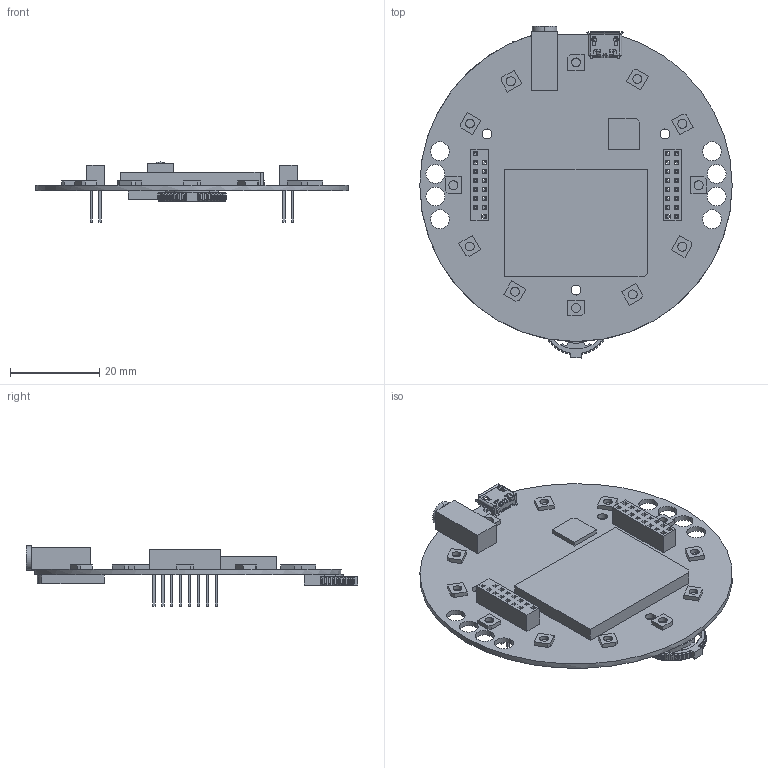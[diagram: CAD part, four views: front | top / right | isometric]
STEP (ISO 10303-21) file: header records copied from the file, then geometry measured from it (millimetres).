
FILE_DESCRIPTION((''),'2;1');
FILE_NAME('RESPEAKER_CORE-ARRAY_ASM_11_ASM','2016-09-09T',('yangxijun'),(''),'PRO/ENGINEER BY PARAMETRIC TECHNOLOGY CORPORATION, 2010280','PRO/ENGINEER BY PARAMETRIC TECHNOLOGY CORPORATION, 2010280','');
FILE_SCHEMA(('AUTOMOTIVE_DESIGN_CC2 { 1 2 10303 214 -1 1 5 2 }'));
Length unit declared in the file: millimetre
Products named in the file (34): MANIFOLD_SOLID_BREP_38808; MANIFOLD_SOLID_BREP_38958; MANIFOLD_SOLID_BREP_39108; MANIFOLD_SOLID_BREP_39258; MANIFOLD_SOLID_BREP_39408; MANIFOLD_SOLID_BREP_39558; MANIFOLD_SOLID_BREP_39708; MANIFOLD_SOLID_BREP_39858; MANIFOLD_SOLID_BREP_40008; MANIFOLD_SOLID_BREP_40158; MANIFOLD_SOLID_BREP_40308; MANIFOLD_SOLID_BREP_40458; MANIFOLD_SOLID_BREP_40608; MANIFOLD_SOLID_BREP_40758; MANIFOLD_SOLID_BREP_40908; MANIFOLD_SOLID_BREP_41058; MANIFOLD_SOLID_BREP_41208; MANIFOLD_SOLID_BREP_41358; MANIFOLD_SOLID_BREP_41508; MANIFOLD_SOLID_BREP_41658; MANIFOLD_SOLID_BREP_41808; MANIFOLD_SOLID_BREP_41958; MANIFOLD_SOLID_BREP_42108; MANIFOLD_SOLID_BREP_42258; MANIFOLD_SOLID_BREP_42408; MANIFOLD_SOLID_BREP_42558; MANIFOLD_SOLID_BREP_42708; MANIFOLD_SOLID_BREP_42858; MANIFOLD_SOLID_BREP_43008; MANIFOLD_SOLID_BREP_43158; MANIFOLD_SOLID_BREP_43308; RESPEAKER_CORE_V1_0-0826_3_ASM; MICRO-USB_1____1; RESPEAKER_CORE-ARRAY_ASM_11_ASM
Assembly tree (33 placements, depth 3):
  RESPEAKER_CORE-ARRAY_ASM_11_ASM
    RESPEAKER_CORE_V1_0-0826_3_ASM
      MANIFOLD_SOLID_BREP_38808
      MANIFOLD_SOLID_BREP_38958
      MANIFOLD_SOLID_BREP_39108
      MANIFOLD_SOLID_BREP_39258
      MANIFOLD_SOLID_BREP_39408
      MANIFOLD_SOLID_BREP_39558
      MANIFOLD_SOLID_BREP_39708
      MANIFOLD_SOLID_BREP_39858
      MANIFOLD_SOLID_BREP_40008
      MANIFOLD_SOLID_BREP_40158
      MANIFOLD_SOLID_BREP_40308
      MANIFOLD_SOLID_BREP_40458
      MANIFOLD_SOLID_BREP_40608
      MANIFOLD_SOLID_BREP_40758
      MANIFOLD_SOLID_BREP_40908
      MANIFOLD_SOLID_BREP_41058
      MANIFOLD_SOLID_BREP_41208
      MANIFOLD_SOLID_BREP_41358
      MANIFOLD_SOLID_BREP_41508
      MANIFOLD_SOLID_BREP_41658
      MANIFOLD_SOLID_BREP_41808
      MANIFOLD_SOLID_BREP_41958
      MANIFOLD_SOLID_BREP_42108
      MANIFOLD_SOLID_BREP_42258
      MANIFOLD_SOLID_BREP_42408
      MANIFOLD_SOLID_BREP_42558
      MANIFOLD_SOLID_BREP_42708
      MANIFOLD_SOLID_BREP_42858
      MANIFOLD_SOLID_BREP_43008
      MANIFOLD_SOLID_BREP_43158
      MANIFOLD_SOLID_BREP_43308
    MICRO-USB_1____1
Bounding box: 70 x 74.36 x 13.45 mm (x, y, z)
Volume: 8550.4 mm3; surface area: 10713.4 mm2
Topology: 32 solids, 32 shells, 1324 faces, 3441 edges, 2202 vertices
Faces by surface type: plane 1006, cylinder 266, cone 48, sphere 2, extrusion 2
Entity records: 47042 total; most frequent: CARTESIAN_POINT 7928, ORIENTED_EDGE 6878, DIRECTION 6694, EDGE_CURVE 3439, VECTOR 2636, LINE 2634, VERTEX_POINT 2202, AXIS2_PLACEMENT_3D 2029
